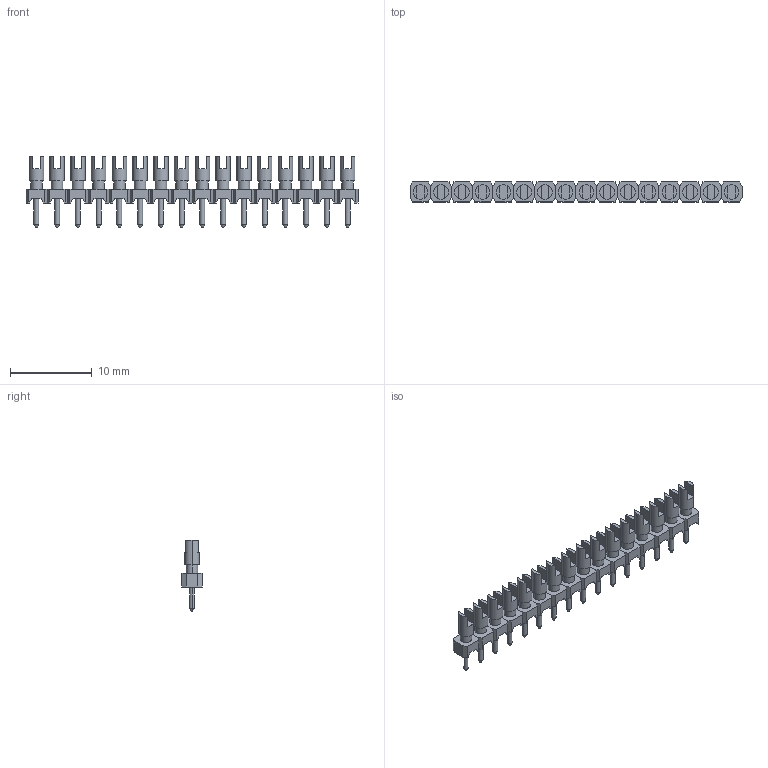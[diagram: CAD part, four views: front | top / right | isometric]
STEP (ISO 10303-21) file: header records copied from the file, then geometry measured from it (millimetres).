
FILE_DESCRIPTION((''),'2;1');
FILE_NAME('STELVIO-KONTEK_3320600116541.stp','2013-05-08T11:50:03',(''),(''),'Mechanical Desktop 2011','Mechanical Desktop 2011',', , ');
FILE_SCHEMA(('AUTOMOTIVE_DESIGN { 1 2 10303 214 1 1 1 1 }'));
Length unit declared in the file: millimetre
Products named in the file (1): Product
Bounding box: 40.64 x 2.45 x 8.7 mm (x, y, z)
Volume: 256 mm3; surface area: 1046.5 mm2
Topology: 64 solids, 64 shells, 512 faces, 1120 edges, 736 vertices
Faces by surface type: plane 384, cylinder 96, cone 32
Entity records: 13945 total; most frequent: DIRECTION 2434, CARTESIAN_POINT 2369, ORIENTED_EDGE 2240, EDGE_CURVE 1120, VECTOR 832, LINE 832, AXIS2_PLACEMENT_3D 801, VERTEX_POINT 736
